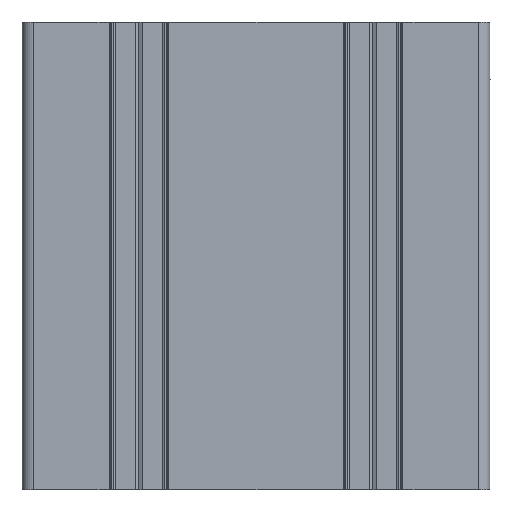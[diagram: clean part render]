
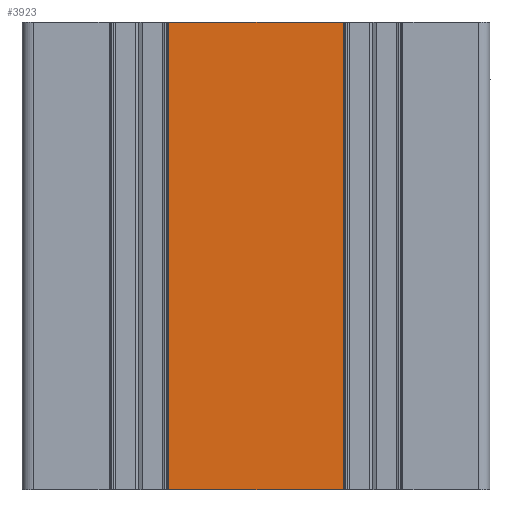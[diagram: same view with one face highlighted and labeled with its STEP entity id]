
A CAD part, front view. The second image highlights one B-rep face of the part: STEP entity #3923.
In plain terms, the highlighted planar face has unit normal (0, -1, 0).
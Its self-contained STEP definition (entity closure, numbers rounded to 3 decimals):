
#99 = VECTOR ( 'NONE', #6278, 1000. ) ;
#573 = LINE ( 'NONE', #6855, #99 ) ;
#2410 = VECTOR ( 'NONE', #7046, 1000. ) ;
#3122 = CARTESIAN_POINT ( 'NONE',  ( 7221.052, 3871.769, 0. ) ) ;
#3314 = AXIS2_PLACEMENT_3D ( 'NONE', #15825, #15669, #15937 ) ;
#3709 = CARTESIAN_POINT ( 'NONE',  ( 7221.052, 3871.769, 100. ) ) ;
#3763 = DIRECTION ( 'NONE',  ( 0., 0., 1. ) ) ;
#3923 = ADVANCED_FACE ( 'NONE', ( #16541 ), #15775, .F. ) ;
#4493 = LINE ( 'NONE', #6581, #2410 ) ;
#4776 = ORIENTED_EDGE ( 'NONE', *, *, #7616, .F. ) ;
#5081 = LINE ( 'NONE', #11761, #8164 ) ;
#6278 = DIRECTION ( 'NONE',  ( -1., 0., 0. ) ) ;
#6581 = CARTESIAN_POINT ( 'NONE',  ( 7259.252, 3871.769, 100. ) ) ;
#6719 = EDGE_CURVE ( 'NONE', #7002, #13996, #9032, .T. ) ;
#6855 = CARTESIAN_POINT ( 'NONE',  ( 7259.252, 3871.769, 0. ) ) ;
#6939 = EDGE_CURVE ( 'NONE', #13996, #16396, #4493, .T. ) ;
#7002 = VERTEX_POINT ( 'NONE', #3122 ) ;
#7031 = CARTESIAN_POINT ( 'NONE',  ( 7258.252, 3871.769, 0. ) ) ;
#7046 = DIRECTION ( 'NONE',  ( 1., 0., 0. ) ) ;
#7196 = ORIENTED_EDGE ( 'NONE', *, *, #6939, .F. ) ;
#7297 = EDGE_CURVE ( 'NONE', #16396, #14095, #5081, .T. ) ;
#7616 = EDGE_CURVE ( 'NONE', #14095, #7002, #573, .T. ) ;
#7950 = CARTESIAN_POINT ( 'NONE',  ( 7258.252, 3871.769, 100. ) ) ;
#8164 = VECTOR ( 'NONE', #11709, 1000. ) ;
#8386 = VECTOR ( 'NONE', #3763, 1000. ) ;
#9032 = LINE ( 'NONE', #3709, #8386 ) ;
#9988 = EDGE_LOOP ( 'NONE', ( #13436, #7196, #10634, #4776 ) ) ;
#10634 = ORIENTED_EDGE ( 'NONE', *, *, #6719, .F. ) ;
#11709 = DIRECTION ( 'NONE',  ( 0., 0., -1. ) ) ;
#11761 = CARTESIAN_POINT ( 'NONE',  ( 7258.252, 3871.769, 100. ) ) ;
#13406 = CARTESIAN_POINT ( 'NONE',  ( 7221.052, 3871.769, 100. ) ) ;
#13436 = ORIENTED_EDGE ( 'NONE', *, *, #7297, .F. ) ;
#13996 = VERTEX_POINT ( 'NONE', #13406 ) ;
#14095 = VERTEX_POINT ( 'NONE', #7031 ) ;
#15669 = DIRECTION ( 'NONE',  ( 0., 1., 0. ) ) ;
#15775 = PLANE ( 'NONE',  #3314 ) ;
#15825 = CARTESIAN_POINT ( 'NONE',  ( 7221.052, 3871.769, 100. ) ) ;
#15937 = DIRECTION ( 'NONE',  ( 0., 0., 1. ) ) ;
#16396 = VERTEX_POINT ( 'NONE', #7950 ) ;
#16541 = FACE_OUTER_BOUND ( 'NONE', #9988, .T. ) ;
